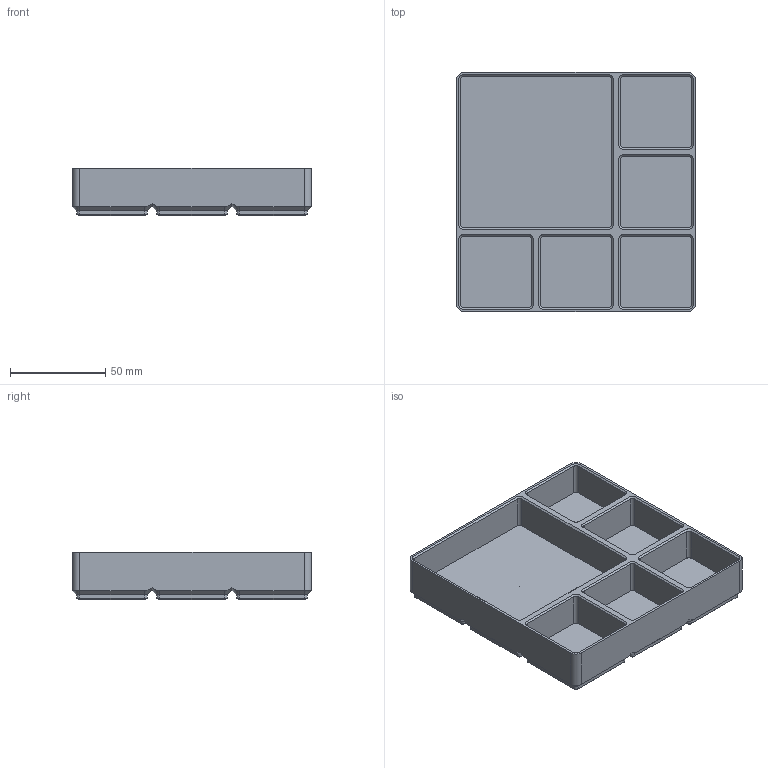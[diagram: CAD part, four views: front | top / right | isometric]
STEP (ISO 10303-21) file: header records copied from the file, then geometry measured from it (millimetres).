
FILE_DESCRIPTION(('Creo Elements/Direct Modeling STEP Export'),'2;1');
FILE_NAME('Gridfinity-3x3x25-07.stp','2023-01-17T12:51:43',(''),(''),'Creo Elements/Direct Modeling STEP processor for AP214 (Solid Model)','Creo Elements/Direct Modeling 20.3A 20-Jun-2020 (C) Parametric Technology GmbH','');
FILE_SCHEMA(('AUTOMOTIVE_DESIGN { 1 0 10303 214 1 1 1 1 }'));
Length unit declared in the file: millimetre
Products named in the file (2): 3x3x25-07
Assembly tree (1 placements, depth 2):
  3x3x25-07
    3x3x25-07
Bounding box: 125.5 x 125.5 x 25 mm (x, y, z)
Volume: 136418.4 mm3; surface area: 66720.1 mm2
Topology: 1 solids, 1 shells, 552 faces, 1188 edges, 716 vertices
Faces by surface type: plane 248, cylinder 208, cone 96
Entity records: 16413 total; most frequent: CARTESIAN_POINT 4706, DIRECTION 2410, ORIENTED_EDGE 2376, EDGE_CURVE 1188, AXIS2_PLACEMENT_3D 869, VERTEX_POINT 716, VECTOR 672, LINE 672
